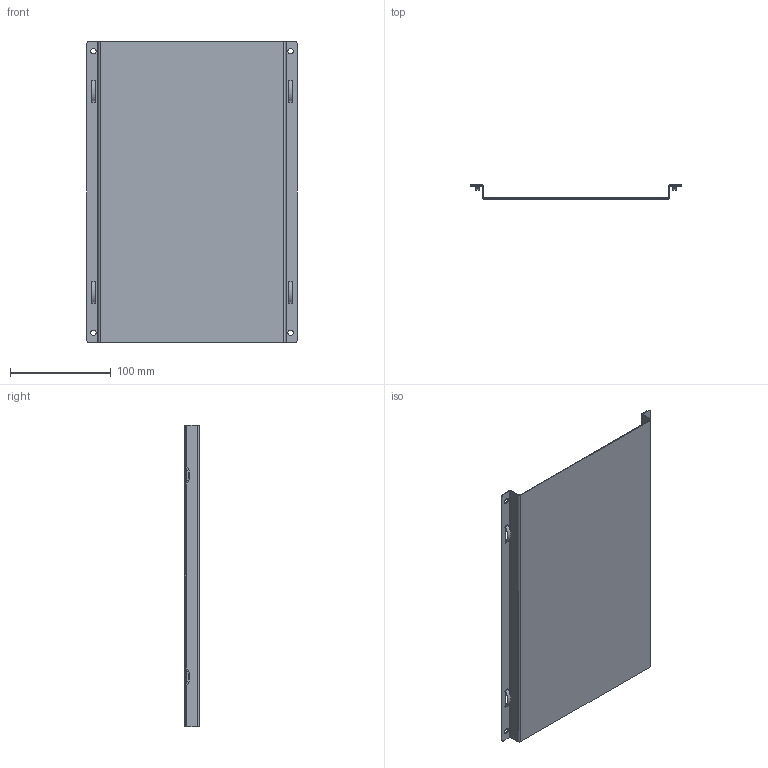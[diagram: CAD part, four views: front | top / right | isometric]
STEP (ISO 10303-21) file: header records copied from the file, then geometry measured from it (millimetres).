
FILE_DESCRIPTION((''),'2;1');
FILE_NAME('130B3667','2020-07-06T',('F26576'),('Danfoss Drives A/S'),'CREO PARAMETRIC BY PTC INC, 2018070','CREO PARAMETRIC BY PTC INC, 2018070','');
FILE_SCHEMA(('CONFIG_CONTROL_DESIGN','GEOMETRIC_VALIDATION_PROPERTIES_MIM'));
Length unit declared in the file: millimetre
Products named in the file (1): 130B3667
Bounding box: 209 x 14 x 300 mm (x, y, z)
Volume: 69663.6 mm3; surface area: 140808.8 mm2
Topology: 1 solids, 1 shells, 106 faces, 240 edges, 128 vertices
Faces by surface type: plane 62, cylinder 44
Entity records: 3026 total; most frequent: DIRECTION 540, ORIENTED_EDGE 480, CARTESIAN_POINT 476, EDGE_CURVE 240, AXIS2_PLACEMENT_3D 194, VECTOR 152, LINE 152, VERTEX_POINT 128
